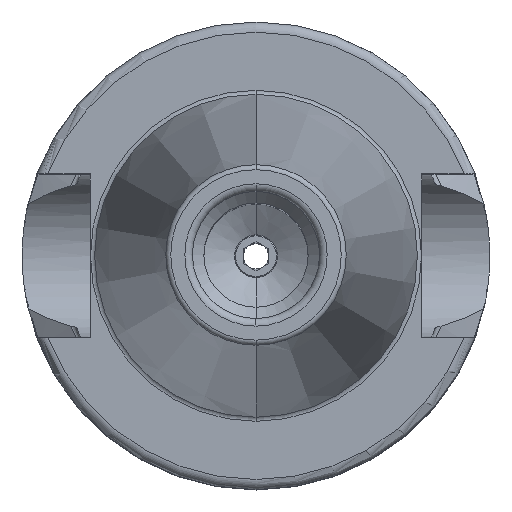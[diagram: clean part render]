
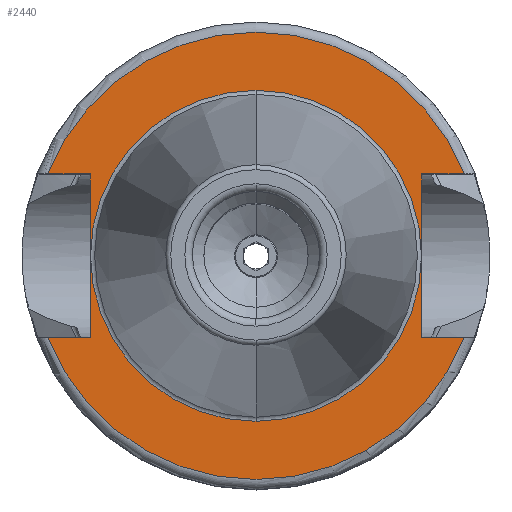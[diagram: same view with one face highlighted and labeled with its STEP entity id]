
A CAD part, top view. The second image highlights one B-rep face of the part: STEP entity #2440.
In plain terms, the highlighted planar face has unit normal (0, 0, 1).
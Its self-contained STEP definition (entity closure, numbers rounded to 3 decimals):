
#774=DIRECTION('',(1,0,0));
#775=VECTOR('',#774,4.174);
#776=CARTESIAN_POINT('',(-20.474,-8.05,20));
#777=LINE('',#776,#775);
#778=DIRECTION('',(0,1,0));
#779=VECTOR('',#778,16.1);
#780=CARTESIAN_POINT('',(-16.3,-8.05,20));
#781=LINE('',#780,#779);
#782=DIRECTION('',(1,0,0));
#783=VECTOR('',#782,4.174);
#784=CARTESIAN_POINT('',(-20.474,8.05,20));
#785=LINE('',#784,#783);
#786=DIRECTION('',(-1,0,0));
#787=VECTOR('',#786,4.174);
#788=CARTESIAN_POINT('',(20.474,8.05,20));
#789=LINE('',#788,#787);
#790=DIRECTION('',(0,-1,0));
#791=VECTOR('',#790,16.1);
#792=CARTESIAN_POINT('',(16.3,8.05,20));
#793=LINE('',#792,#791);
#794=DIRECTION('',(-1,0,0));
#795=VECTOR('',#794,4.174);
#796=CARTESIAN_POINT('',(20.474,-8.05,20));
#797=LINE('',#796,#795);
#808=CARTESIAN_POINT('',(0,0,20));
#809=DIRECTION('',(0,0,1));
#810=DIRECTION('',(0,1,0));
#811=AXIS2_PLACEMENT_3D('',#808,#809,#810);
#813=CARTESIAN_POINT('',(0,0,20));
#814=DIRECTION('',(0,0,-1));
#815=DIRECTION('',(0,1,0));
#816=AXIS2_PLACEMENT_3D('',#813,#814,#815);
#1053=CARTESIAN_POINT('',(0,0,20));
#1054=DIRECTION('',(0,0,1));
#1055=DIRECTION('',(-0.931,-0.366,0));
#1056=AXIS2_PLACEMENT_3D('',#1053,#1054,#1055);
#1070=CARTESIAN_POINT('',(0,0,20));
#1071=DIRECTION('',(0,0,1));
#1072=DIRECTION('',(0.931,0.366,0));
#1073=AXIS2_PLACEMENT_3D('',#1070,#1071,#1072);
#1235=CARTESIAN_POINT('',(-20.474,-8.05,20));
#1236=CARTESIAN_POINT('',(-16.3,-8.05,20));
#1237=VERTEX_POINT('',#1235);
#1238=VERTEX_POINT('',#1236);
#1239=CARTESIAN_POINT('',(-16.3,8.05,20));
#1240=VERTEX_POINT('',#1239);
#1241=CARTESIAN_POINT('',(-20.474,8.05,20));
#1242=VERTEX_POINT('',#1241);
#1243=CARTESIAN_POINT('',(16.3,8.05,20));
#1244=CARTESIAN_POINT('',(16.3,-8.05,20));
#1245=VERTEX_POINT('',#1243);
#1246=VERTEX_POINT('',#1244);
#1247=CARTESIAN_POINT('',(20.474,-8.05,20));
#1248=VERTEX_POINT('',#1247);
#1249=CARTESIAN_POINT('',(20.474,8.05,20));
#1250=VERTEX_POINT('',#1249);
#1293=CARTESIAN_POINT('',(0,16.275,20));
#1295=VERTEX_POINT('',#1293);
#1299=CARTESIAN_POINT('',(0,-16.275,20));
#1301=VERTEX_POINT('',#1299);
#2417=CARTESIAN_POINT('',(0,0,20));
#2418=DIRECTION('',(0,0,-1));
#2419=DIRECTION('',(0,-1,0));
#2420=AXIS2_PLACEMENT_3D('',#2417,#2418,#2419);
#2421=PLANE('',#2420);
#2422=ORIENTED_EDGE('',*,*,#2408,.T.);
#2423=ORIENTED_EDGE('',*,*,#2233,.T.);
#2424=ORIENTED_EDGE('',*,*,#2252,.F.);
#2426=ORIENTED_EDGE('',*,*,#2425,.F.);
#2427=ORIENTED_EDGE('',*,*,#2333,.T.);
#2428=ORIENTED_EDGE('',*,*,#2351,.T.);
#2429=ORIENTED_EDGE('',*,*,#2368,.F.);
#2431=ORIENTED_EDGE('',*,*,#2430,.F.);
#2432=EDGE_LOOP('',(#2422,#2423,#2424,#2426,#2427,#2428,#2429,#2431));
#2433=FACE_OUTER_BOUND('',#2432,.F.);
#2435=ORIENTED_EDGE('',*,*,#2434,.T.);
#2437=ORIENTED_EDGE('',*,*,#2436,.F.);
#2438=EDGE_LOOP('',(#2435,#2437));
#2439=FACE_BOUND('',#2438,.F.);
#2440=ADVANCED_FACE('',(#2433,#2439),#2421,.F.);
#812=CIRCLE('',#811,16.275);
#817=CIRCLE('',#816,16.275);
#1057=CIRCLE('',#1056,22);
#1074=CIRCLE('',#1073,22);
#2233=EDGE_CURVE('',#1238,#1240,#781,.T.);
#2252=EDGE_CURVE('',#1242,#1240,#785,.T.);
#2333=EDGE_CURVE('',#1250,#1245,#789,.T.);
#2351=EDGE_CURVE('',#1245,#1246,#793,.T.);
#2368=EDGE_CURVE('',#1248,#1246,#797,.T.);
#2408=EDGE_CURVE('',#1237,#1238,#777,.T.);
#2425=EDGE_CURVE('',#1250,#1242,#1074,.T.);
#2430=EDGE_CURVE('',#1237,#1248,#1057,.T.);
#2434=EDGE_CURVE('',#1295,#1301,#812,.T.);
#2436=EDGE_CURVE('',#1295,#1301,#817,.T.);
